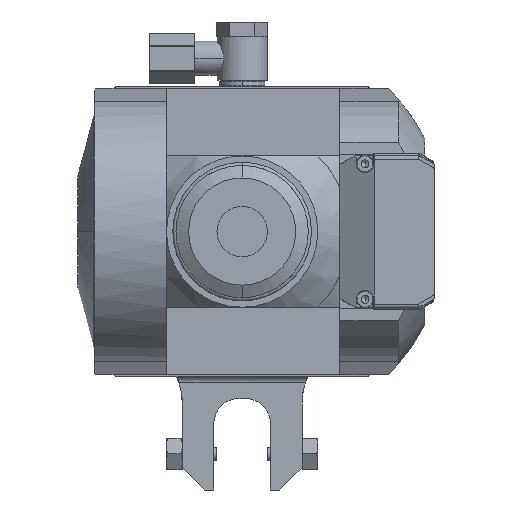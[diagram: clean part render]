
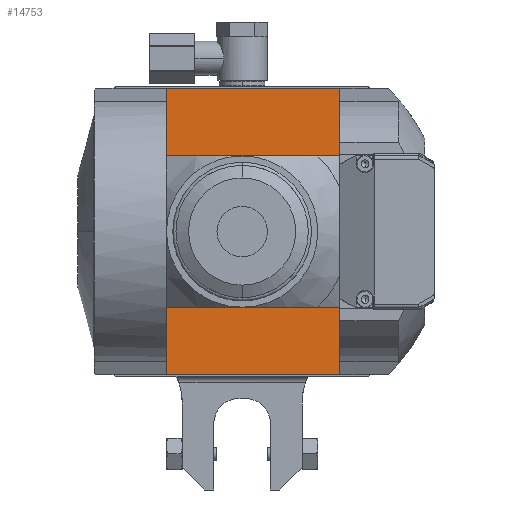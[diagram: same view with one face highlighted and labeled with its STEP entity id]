
A CAD part, left-side view. The second image highlights one B-rep face of the part: STEP entity #14753.
In plain terms, the highlighted planar face has unit normal (-1, 0, 0).
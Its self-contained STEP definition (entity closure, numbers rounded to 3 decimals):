
#1339=DIRECTION('',(0.,1.,0.));
#1340=VECTOR('',#1339,55.);
#1341=CARTESIAN_POINT('',(-55.8,-31.,-45.5));
#1342=LINE('',#1341,#1340);
#1511=DIRECTION('',(0.,-1.,0.));
#1512=VECTOR('',#1511,55.);
#1513=CARTESIAN_POINT('',(-55.8,24.,45.5));
#1514=LINE('',#1513,#1512);
#2047=DIRECTION('',(0.,0.,1.));
#2048=VECTOR('',#2047,91.);
#2049=CARTESIAN_POINT('',(-55.8,-31.,-45.5));
#2050=LINE('',#2049,#2048);
#3770=DIRECTION('',(0.,0.,1.));
#3771=VECTOR('',#3770,91.);
#3772=CARTESIAN_POINT('',(-55.8,24.,-45.5));
#3773=LINE('',#3772,#3771);
#8105=CARTESIAN_POINT('',(-55.8,24.,-45.5));
#8106=CARTESIAN_POINT('',(-55.8,24.,45.5));
#8107=VERTEX_POINT('',#8105);
#8108=VERTEX_POINT('',#8106);
#8109=CARTESIAN_POINT('',(-55.8,-31.,-45.5));
#8110=CARTESIAN_POINT('',(-55.8,-31.,45.5));
#8111=VERTEX_POINT('',#8109);
#8112=VERTEX_POINT('',#8110);
#14742=CARTESIAN_POINT('',(-55.8,24.,-57.));
#14743=DIRECTION('',(1.,0.,0.));
#14744=DIRECTION('',(0.,0.,1.));
#14745=AXIS2_PLACEMENT_3D('',#14742,#14743,#14744);
#14746=PLANE('',#14745);
#14747=ORIENTED_EDGE('',*,*,#13444,.T.);
#14748=ORIENTED_EDGE('',*,*,#10972,.T.);
#14749=ORIENTED_EDGE('',*,*,#11528,.F.);
#14750=ORIENTED_EDGE('',*,*,#10750,.T.);
#14751=EDGE_LOOP('',(#14747,#14748,#14749,#14750));
#14752=FACE_OUTER_BOUND('',#14751,.F.);
#14753=ADVANCED_FACE('',(#14752),#14746,.F.);
#10750=EDGE_CURVE('',#8111,#8107,#1342,.T.);
#10972=EDGE_CURVE('',#8108,#8112,#1514,.T.);
#11528=EDGE_CURVE('',#8111,#8112,#2050,.T.);
#13444=EDGE_CURVE('',#8107,#8108,#3773,.T.);
